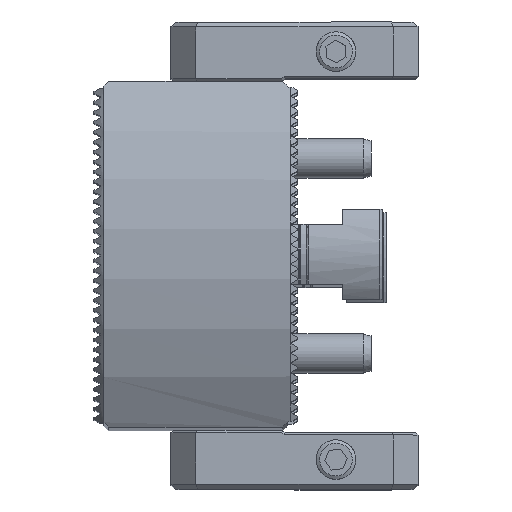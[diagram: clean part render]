
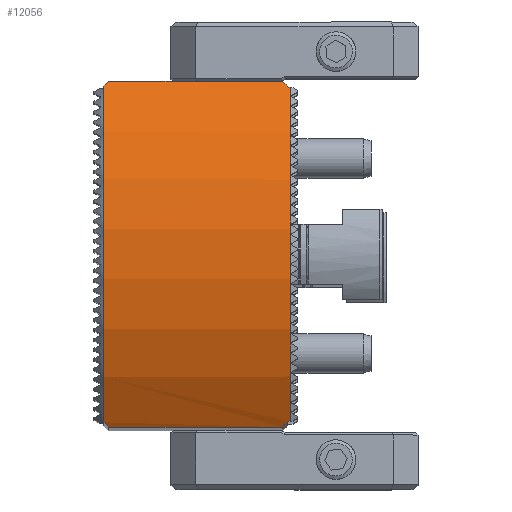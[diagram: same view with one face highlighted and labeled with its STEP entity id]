
A CAD part, top view. The second image highlights one B-rep face of the part: STEP entity #12056.
In plain terms, the highlighted cylindrical face has radius 65 mm (diameter 130 mm), a partial arc.
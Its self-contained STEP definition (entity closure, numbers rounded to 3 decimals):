
#1076 =( BOUNDED_CURVE ( )  B_SPLINE_CURVE ( 3, ( #5754, #16676, #23691, #5410 ),
 .UNSPECIFIED., .F., .T. ) 
 B_SPLINE_CURVE_WITH_KNOTS ( ( 4, 4 ),
 ( 1.002, 1.024 ),
 .UNSPECIFIED. ) 
 CURVE ( )  GEOMETRIC_REPRESENTATION_ITEM ( )  RATIONAL_B_SPLINE_CURVE ( ( 1., 1., 1., 1. ) ) 
 REPRESENTATION_ITEM ( '' )  );
#1721 = VERTEX_POINT ( 'NONE', #43673 ) ;
#2772 = ORIENTED_EDGE ( 'NONE', *, *, #30469, .F. ) ;
#3041 = ORIENTED_EDGE ( 'NONE', *, *, #33671, .T. ) ;
#3901 = VERTEX_POINT ( 'NONE', #38373 ) ;
#4196 = CARTESIAN_POINT ( 'NONE',  ( 18.397, -34.203, 205.276 ) ) ;
#4240 = CARTESIAN_POINT ( 'NONE',  ( 20.8, 0., 150. ) ) ;
#4347 = CARTESIAN_POINT ( 'NONE',  ( 17.6, -35., 204.772 ) ) ;
#4417 = CARTESIAN_POINT ( 'NONE',  ( -18.58, 34.02, 205.386 ) ) ;
#4736 = DIRECTION ( 'NONE',  ( 1., 0., 0. ) ) ;
#5162 = CARTESIAN_POINT ( 'NONE',  ( 20.8, 35., 204.772 ) ) ;
#5290 = EDGE_LOOP ( 'NONE', ( #24534, #22951, #37308, #2772, #39480, #3041, #7915, #34205, #13807, #25511 ) ) ;
#5410 = CARTESIAN_POINT ( 'NONE',  ( 18.8, 33.8, 205.521 ) ) ;
#5465 = AXIS2_PLACEMENT_3D ( 'NONE', #4240, #8069, #11340 ) ;
#5754 = CARTESIAN_POINT ( 'NONE',  ( 17.6, 35., 204.772 ) ) ;
#7832 = VECTOR ( 'NONE', #41881, 1000. ) ;
#7915 = ORIENTED_EDGE ( 'NONE', *, *, #32671, .T. ) ;
#7940 = VERTEX_POINT ( 'NONE', #20909 ) ;
#8069 = DIRECTION ( 'NONE',  ( -1., 0., 0. ) ) ;
#10100 = VERTEX_POINT ( 'NONE', #38917 ) ;
#10780 = VERTEX_POINT ( 'NONE', #34845 ) ;
#11340 = DIRECTION ( 'NONE',  ( 0., 0., 1. ) ) ;
#12056 = ADVANCED_FACE ( 'NONE', ( #43420 ), #42823, .T. ) ;
#13807 = ORIENTED_EDGE ( 'NONE', *, *, #24152, .F. ) ;
#14325 = DIRECTION ( 'NONE',  ( -1., 0., 0. ) ) ;
#14329 =( BOUNDED_CURVE ( )  B_SPLINE_CURVE ( 3, ( #4347, #14827, #4196, #37323 ),
 .UNSPECIFIED., .F., .F. ) 
 B_SPLINE_CURVE_WITH_KNOTS ( ( 4, 4 ),
 ( 1.002, 1.024 ),
 .UNSPECIFIED. ) 
 CURVE ( )  GEOMETRIC_REPRESENTATION_ITEM ( )  RATIONAL_B_SPLINE_CURVE ( ( 1., 1., 1., 1. ) ) 
 REPRESENTATION_ITEM ( '' )  );
#14827 = CARTESIAN_POINT ( 'NONE',  ( 17.997, -34.603, 205.026 ) ) ;
#14858 = EDGE_CURVE ( 'NONE', #32480, #44784, #39024, .T. ) ;
#15881 = EDGE_CURVE ( 'NONE', #10780, #42814, #40517, .T. ) ;
#15981 = CARTESIAN_POINT ( 'NONE',  ( 20.8, 33.8, 205.521 ) ) ;
#16676 = CARTESIAN_POINT ( 'NONE',  ( 17.997, 34.603, 205.026 ) ) ;
#18576 = CARTESIAN_POINT ( 'NONE',  ( -17.925, 34.675, 204.98 ) ) ;
#18776 = LINE ( 'NONE', #27704, #7832 ) ;
#19030 = CARTESIAN_POINT ( 'NONE',  ( -17.6, 35., 204.772 ) ) ;
#19838 = CARTESIAN_POINT ( 'NONE',  ( -18.252, -34.348, 205.185 ) ) ;
#20909 = CARTESIAN_POINT ( 'NONE',  ( 18.8, 33.8, 205.521 ) ) ;
#22495 = CARTESIAN_POINT ( 'NONE',  ( -18.58, -34.02, 205.386 ) ) ;
#22951 = ORIENTED_EDGE ( 'NONE', *, *, #25378, .F. ) ;
#22986 = LINE ( 'NONE', #23315, #32680 ) ;
#23315 = CARTESIAN_POINT ( 'NONE',  ( 20.8, -35., 204.772 ) ) ;
#23373 = CARTESIAN_POINT ( 'NONE',  ( -17.6, -35., 204.772 ) ) ;
#23515 = EDGE_CURVE ( 'NONE', #32104, #10780, #36886, .T. ) ;
#23691 = CARTESIAN_POINT ( 'NONE',  ( 18.397, 34.203, 205.276 ) ) ;
#23906 = DIRECTION ( 'NONE',  ( -1., 0., 0. ) ) ;
#24152 = EDGE_CURVE ( 'NONE', #32104, #7940, #1076, .T. ) ;
#24183 = DIRECTION ( 'NONE',  ( 0., 0., -1. ) ) ;
#24534 = ORIENTED_EDGE ( 'NONE', *, *, #15881, .T. ) ;
#25378 = EDGE_CURVE ( 'NONE', #44784, #42814, #33270, .T. ) ;
#25511 = ORIENTED_EDGE ( 'NONE', *, *, #23515, .T. ) ;
#25809 = VERTEX_POINT ( 'NONE', #43858 ) ;
#27530 = EDGE_CURVE ( 'NONE', #7940, #3901, #44603, .T. ) ;
#27704 = CARTESIAN_POINT ( 'NONE',  ( 20.8, -33.8, 205.521 ) ) ;
#28267 = VECTOR ( 'NONE', #23906, 1000. ) ;
#28514 = VECTOR ( 'NONE', #4736, 1000. ) ;
#29258 = CARTESIAN_POINT ( 'NONE',  ( -18.58, 34.02, 205.386 ) ) ;
#30469 = EDGE_CURVE ( 'NONE', #25809, #32480, #22986, .T. ) ;
#31529 = CARTESIAN_POINT ( 'NONE',  ( 19.2, 0., 150. ) ) ;
#32104 = VERTEX_POINT ( 'NONE', #40447 ) ;
#32480 = VERTEX_POINT ( 'NONE', #39417 ) ;
#32671 = EDGE_CURVE ( 'NONE', #10100, #3901, #42389, .T. ) ;
#32680 = VECTOR ( 'NONE', #42070, 1000. ) ;
#32982 = DIRECTION ( 'NONE',  ( 0., 0., 1. ) ) ;
#33270 = CIRCLE ( 'NONE', #46734, 65. ) ;
#33671 = EDGE_CURVE ( 'NONE', #1721, #10100, #18776, .T. ) ;
#34205 = ORIENTED_EDGE ( 'NONE', *, *, #27530, .F. ) ;
#34845 = CARTESIAN_POINT ( 'NONE',  ( -17.6, 35., 204.772 ) ) ;
#36174 = CARTESIAN_POINT ( 'NONE',  ( -18.58, 0., 150. ) ) ;
#36201 = AXIS2_PLACEMENT_3D ( 'NONE', #31529, #42646, #24183 ) ;
#36611 = CARTESIAN_POINT ( 'NONE',  ( -18.252, 34.348, 205.185 ) ) ;
#36886 = LINE ( 'NONE', #5162, #28267 ) ;
#37308 = ORIENTED_EDGE ( 'NONE', *, *, #14858, .F. ) ;
#37323 = CARTESIAN_POINT ( 'NONE',  ( 18.8, -33.8, 205.521 ) ) ;
#38238 = CARTESIAN_POINT ( 'NONE',  ( -17.925, -34.675, 204.98 ) ) ;
#38373 = CARTESIAN_POINT ( 'NONE',  ( 19.2, 33.8, 205.521 ) ) ;
#38917 = CARTESIAN_POINT ( 'NONE',  ( 19.2, -33.8, 205.521 ) ) ;
#39024 =( BOUNDED_CURVE ( )  B_SPLINE_CURVE ( 3, ( #23373, #38238, #19838, #42121 ),
 .UNSPECIFIED., .F., .F. ) 
 B_SPLINE_CURVE_WITH_KNOTS ( ( 4, 4 ),
 ( 4.144, 4.162 ),
 .UNSPECIFIED. ) 
 CURVE ( )  GEOMETRIC_REPRESENTATION_ITEM ( )  RATIONAL_B_SPLINE_CURVE ( ( 1., 1., 1., 1. ) ) 
 REPRESENTATION_ITEM ( '' )  );
#39417 = CARTESIAN_POINT ( 'NONE',  ( -17.6, -35., 204.772 ) ) ;
#39480 = ORIENTED_EDGE ( 'NONE', *, *, #47355, .T. ) ;
#40447 = CARTESIAN_POINT ( 'NONE',  ( 17.6, 35., 204.772 ) ) ;
#40517 =( BOUNDED_CURVE ( )  B_SPLINE_CURVE ( 3, ( #19030, #18576, #36611, #4417 ),
 .UNSPECIFIED., .F., .T. ) 
 B_SPLINE_CURVE_WITH_KNOTS ( ( 4, 4 ),
 ( 4.144, 4.162 ),
 .UNSPECIFIED. ) 
 CURVE ( )  GEOMETRIC_REPRESENTATION_ITEM ( )  RATIONAL_B_SPLINE_CURVE ( ( 1., 1., 1., 1. ) ) 
 REPRESENTATION_ITEM ( '' )  );
#41881 = DIRECTION ( 'NONE',  ( 1., 0., 0. ) ) ;
#42070 = DIRECTION ( 'NONE',  ( -1., 0., 0. ) ) ;
#42121 = CARTESIAN_POINT ( 'NONE',  ( -18.58, -34.02, 205.386 ) ) ;
#42389 = CIRCLE ( 'NONE', #36201, 65. ) ;
#42646 = DIRECTION ( 'NONE',  ( -1., 0., 0. ) ) ;
#42814 = VERTEX_POINT ( 'NONE', #29258 ) ;
#42823 = CYLINDRICAL_SURFACE ( 'NONE', #5465, 65. ) ;
#43420 = FACE_OUTER_BOUND ( 'NONE', #5290, .T. ) ;
#43673 = CARTESIAN_POINT ( 'NONE',  ( 18.8, -33.8, 205.521 ) ) ;
#43858 = CARTESIAN_POINT ( 'NONE',  ( 17.6, -35., 204.772 ) ) ;
#44603 = LINE ( 'NONE', #15981, #28514 ) ;
#44784 = VERTEX_POINT ( 'NONE', #22495 ) ;
#46734 = AXIS2_PLACEMENT_3D ( 'NONE', #36174, #14325, #32982 ) ;
#47355 = EDGE_CURVE ( 'NONE', #25809, #1721, #14329, .T. ) ;
